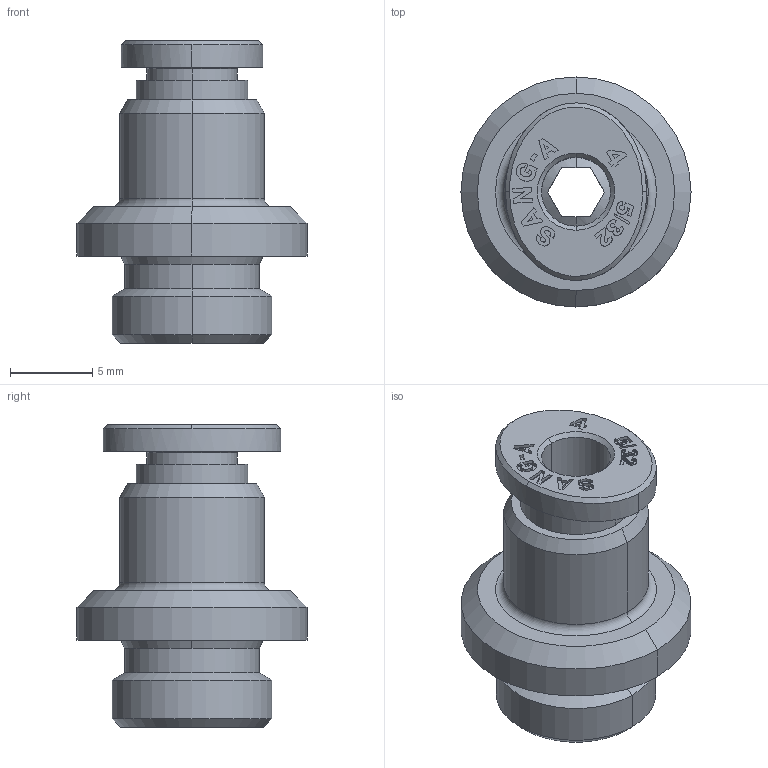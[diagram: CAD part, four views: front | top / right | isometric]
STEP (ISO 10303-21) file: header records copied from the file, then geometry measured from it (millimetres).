
FILE_DESCRIPTION (( 'STEP AP214' ), '1' );
FILE_NAME ('POC04-G01.STEP', '2018-09-10T08:53:16', ( '' ), ( '' ), 'SwSTEP 2.0', 'SolidWorks 2018', '' );
FILE_SCHEMA (( 'AUTOMOTIVE_DESIGN' ));
Length unit declared in the file: millimetre
Products named in the file (1): POC04-G01
Bounding box: 14 x 14 x 18.4 mm (x, y, z)
Surface area: 1188.8 mm2 (no closed solid volume)
Topology: 0 solids, 1 shells, 380 faces, 1148 edges, 760 vertices
Faces by surface type: plane 310, bspline 30, cylinder 20, cone 18, torus 2
Entity records: 17574 total; most frequent: CARTESIAN_POINT 3410, ORIENTED_EDGE 2168, DIRECTION 1832, EDGE_CURVE 1148, VECTOR 1002, LINE 1002, VERTEX_POINT 760, AXIS2_PLACEMENT_3D 415
